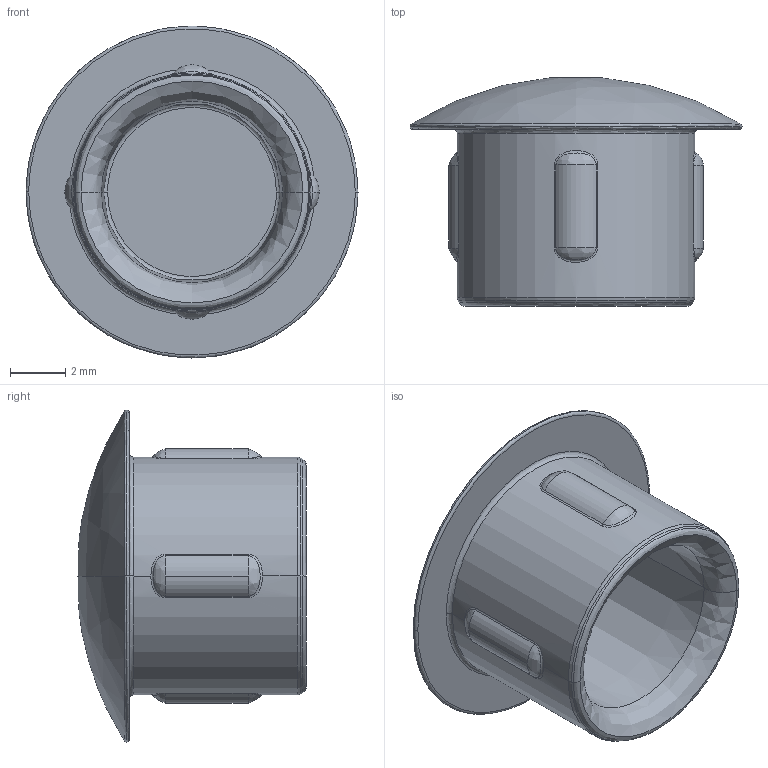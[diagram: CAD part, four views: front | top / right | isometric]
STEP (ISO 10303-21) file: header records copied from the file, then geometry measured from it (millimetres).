
FILE_DESCRIPTION (( 'STEP AP214' ), '1' );
FILE_NAME ('BASE00H1083-Bouchon D9x12x6.4mm, noir.step', '2023-03-24T09:33:15', ( 'Altae' ), ( '' ), 'SwSTEP 2.0', 'SolidWorks 2021', '' );
FILE_SCHEMA (( 'AUTOMOTIVE_DESIGN' ));
Length unit declared in the file: millimetre
Products named in the file (1): BASE00H1083-Bouchon D9x12x6.4mm, noir
Bounding box: 12.01 x 8.26 x 12.01 mm (x, y, z)
Volume: 278.9 mm3; surface area: 531 mm2
Topology: 1 solids, 1 shells, 55 faces, 118 edges, 68 vertices
Faces by surface type: bspline 34, cylinder 15, cone 4, plane 2
Entity records: 3045 total; most frequent: CARTESIAN_POINT 1970, ORIENTED_EDGE 236, DIRECTION 195, EDGE_CURVE 118, AXIS2_PLACEMENT_3D 85, VERTEX_POINT 68, CIRCLE 63, EDGE_LOOP 58
